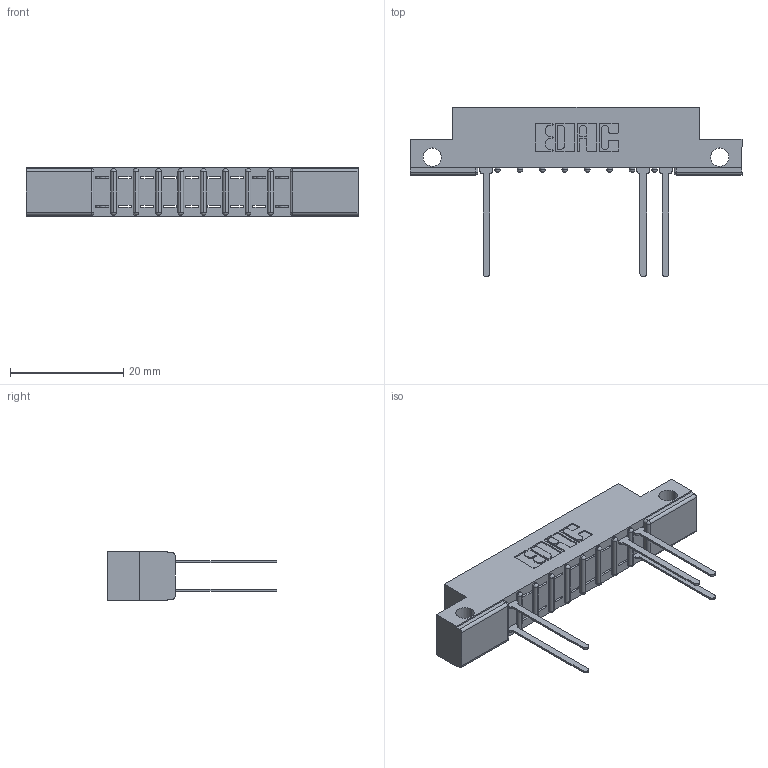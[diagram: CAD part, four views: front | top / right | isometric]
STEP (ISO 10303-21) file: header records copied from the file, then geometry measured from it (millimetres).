
FILE_DESCRIPTION (( 'STEP AP203' ), '1' );
FILE_NAME ('307-018-540-212.STEP', '2018-08-03T23:23:51', ( '' ), ( '' ), 'SwSTEP 2.0', 'SolidWorks 2016', '' );
FILE_SCHEMA (( 'CONFIG_CONTROL_DESIGN' ));
Length unit declared in the file: inch
Products named in the file (3): 307-290-001_540; 307-018-540-212; 307 Part_.128 Dia Side Mounting Holes
Assembly tree (6 placements, depth 2):
  307-018-540-212
    307 Part_.128 Dia Side Mounting Holes
    307-290-001_540  x5
Bounding box: 58.67 x 30 x 8.71 mm (x, y, z)
Volume: 3623.1 mm3; surface area: 4748.3 mm2
Topology: 6 solids, 6 shells, 488 faces, 1389 edges, 890 vertices
Faces by surface type: plane 303, cylinder 165, sphere 20
Entity records: 11626 total; most frequent: CARTESIAN_POINT 1964, ORIENTED_EDGE 1954, DIRECTION 1925, EDGE_CURVE 977, VECTOR 735, LINE 735, VERTEX_POINT 634, AXIS2_PLACEMENT_3D 595
